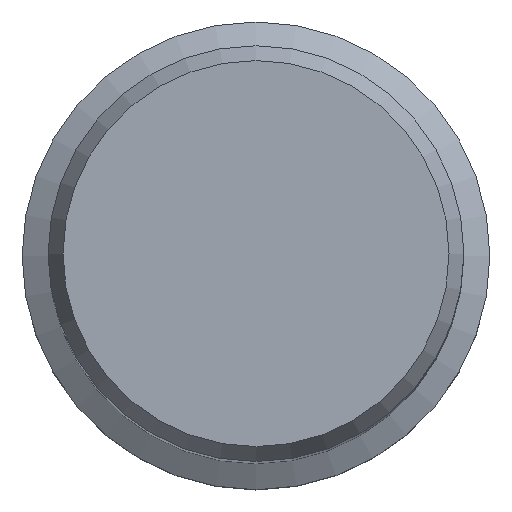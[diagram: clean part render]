
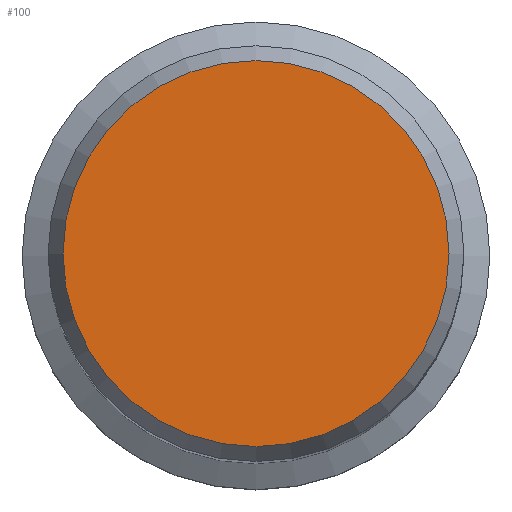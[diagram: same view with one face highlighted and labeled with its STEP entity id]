
A CAD part, top view. The second image highlights one B-rep face of the part: STEP entity #100.
In plain terms, the highlighted planar face has unit normal (0, 0, 1).
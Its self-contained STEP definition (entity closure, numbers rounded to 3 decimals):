
#50=FACE_OUTER_BOUND('',#192,.T.);
#100=ADVANCED_FACE('',(#50),#108,.T.);
#108=PLANE('',#373);
#192=EDGE_LOOP('',(#238));
#238=ORIENTED_EDGE('',*,*,#287,.T.);
#264=VERTEX_POINT('',#601);
#287=EDGE_CURVE('',#264,#264,#308,.T.);
#308=CIRCLE('',#372,7.428);
#372=AXIS2_PLACEMENT_3D('',#600,#464,#465);
#373=AXIS2_PLACEMENT_3D('',#602,#466,#467);
#464=DIRECTION('',(0.,0.,1.));
#465=DIRECTION('',(1.,0.,0.));
#466=DIRECTION('',(0.,0.,1.));
#467=DIRECTION('',(1.,0.,0.));
#600=CARTESIAN_POINT('',(0.,0.,48.));
#601=CARTESIAN_POINT('',(7.428,0.,48.));
#602=CARTESIAN_POINT('',(0.,0.,48.));
